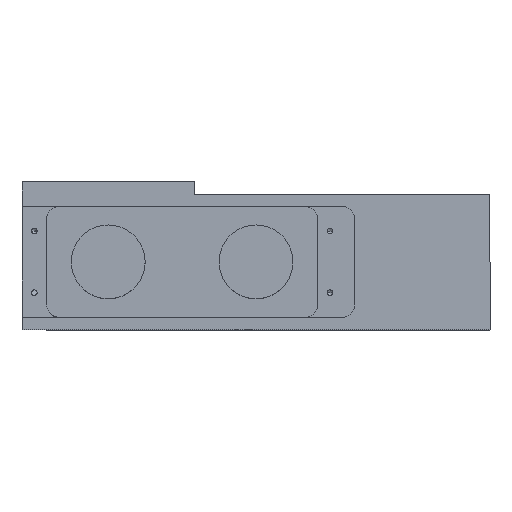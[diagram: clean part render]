
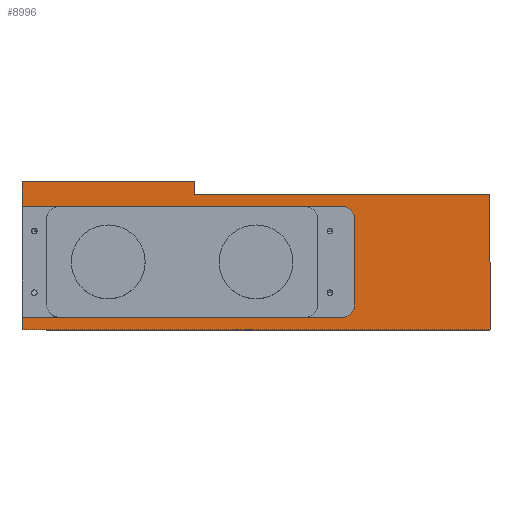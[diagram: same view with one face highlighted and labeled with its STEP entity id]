
A CAD part, top view. The second image highlights one B-rep face of the part: STEP entity #8996.
In plain terms, the highlighted planar face has unit normal (0, 0, 1).
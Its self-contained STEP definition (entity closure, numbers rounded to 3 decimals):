
#96 = LINE ( 'NONE', #2448, #285 ) ;
#120 = CARTESIAN_POINT ( 'NONE',  ( 179.078, 50., 91.423 ) ) ;
#157 = EDGE_CURVE ( 'NONE', #724, #2404, #6701, .T. ) ;
#187 = VECTOR ( 'NONE', #8915, 1000. ) ;
#285 = VECTOR ( 'NONE', #5975, 1000. ) ;
#547 = DIRECTION ( 'NONE',  ( 0., -1., 0. ) ) ;
#652 = LINE ( 'NONE', #8349, #8555 ) ;
#712 = VERTEX_POINT ( 'NONE', #9103 ) ;
#724 = VERTEX_POINT ( 'NONE', #1977 ) ;
#775 = DIRECTION ( 'NONE',  ( -1., 0., 0. ) ) ;
#824 = CARTESIAN_POINT ( 'NONE',  ( 179.078, 45., 91.423 ) ) ;
#829 = CARTESIAN_POINT ( 'NONE',  ( 174.078, 10., 91.423 ) ) ;
#978 = CARTESIAN_POINT ( 'NONE',  ( 44.078, 60., 91.423 ) ) ;
#1177 = CARTESIAN_POINT ( 'NONE',  ( 174.078, 5., 91.423 ) ) ;
#1250 = CARTESIAN_POINT ( 'NONE',  ( 44.078, 60., 91.423 ) ) ;
#1438 = VERTEX_POINT ( 'NONE', #9799 ) ;
#1596 = ORIENTED_EDGE ( 'NONE', *, *, #9887, .T. ) ;
#1655 = CARTESIAN_POINT ( 'NONE',  ( 113.978, 55., 91.423 ) ) ;
#1656 = ORIENTED_EDGE ( 'NONE', *, *, #10036, .T. ) ;
#1947 = VERTEX_POINT ( 'NONE', #10877 ) ;
#1955 = PLANE ( 'NONE',  #7375 ) ;
#1977 = CARTESIAN_POINT ( 'NONE',  ( 234.078, 55., 91.423 ) ) ;
#2012 = ORIENTED_EDGE ( 'NONE', *, *, #7051, .T. ) ;
#2030 = ORIENTED_EDGE ( 'NONE', *, *, #157, .F. ) ;
#2046 = DIRECTION ( 'NONE',  ( 0., -1., 0. ) ) ;
#2071 = EDGE_CURVE ( 'NONE', #3672, #10037, #96, .T. ) ;
#2079 = CARTESIAN_POINT ( 'NONE',  ( 174.078, 45., 91.423 ) ) ;
#2198 = EDGE_CURVE ( 'NONE', #7341, #10047, #10688, .T. ) ;
#2201 = ORIENTED_EDGE ( 'NONE', *, *, #2198, .T. ) ;
#2337 = EDGE_CURVE ( 'NONE', #11277, #2404, #652, .T. ) ;
#2399 = DIRECTION ( 'NONE',  ( 1., 0., 0. ) ) ;
#2404 = VERTEX_POINT ( 'NONE', #3400 ) ;
#2412 = CARTESIAN_POINT ( 'NONE',  ( 44.078, 0., 91.423 ) ) ;
#2426 = CARTESIAN_POINT ( 'NONE',  ( 234.078, 55., 91.423 ) ) ;
#2448 = CARTESIAN_POINT ( 'NONE',  ( 44.078, 60., 91.423 ) ) ;
#3115 = EDGE_CURVE ( 'NONE', #1438, #4553, #11092, .T. ) ;
#3147 = ORIENTED_EDGE ( 'NONE', *, *, #7484, .T. ) ;
#3189 = ORIENTED_EDGE ( 'NONE', *, *, #10261, .F. ) ;
#3218 = AXIS2_PLACEMENT_3D ( 'NONE', #2079, #5590, #9087 ) ;
#3400 = CARTESIAN_POINT ( 'NONE',  ( 234.078, 0., 91.423 ) ) ;
#3484 = VECTOR ( 'NONE', #2046, 1000. ) ;
#3672 = VERTEX_POINT ( 'NONE', #978 ) ;
#4110 = DIRECTION ( 'NONE',  ( 1., 0., 0. ) ) ;
#4227 = CARTESIAN_POINT ( 'NONE',  ( 0., 5., 91.423 ) ) ;
#4282 = DIRECTION ( 'NONE',  ( 0., 0., -1. ) ) ;
#4328 = LINE ( 'NONE', #120, #5362 ) ;
#4360 = LINE ( 'NONE', #1655, #5133 ) ;
#4535 = DIRECTION ( 'NONE',  ( 0., -1., 0. ) ) ;
#4553 = VERTEX_POINT ( 'NONE', #1177 ) ;
#5133 = VECTOR ( 'NONE', #7019, 1000. ) ;
#5229 = VECTOR ( 'NONE', #547, 1000. ) ;
#5251 = VECTOR ( 'NONE', #6718, 1000. ) ;
#5282 = CARTESIAN_POINT ( 'NONE',  ( 174.078, 50., 91.423 ) ) ;
#5362 = VECTOR ( 'NONE', #4535, 1000. ) ;
#5471 = CARTESIAN_POINT ( 'NONE',  ( 44.078, 60., 91.423 ) ) ;
#5495 = EDGE_CURVE ( 'NONE', #1947, #7329, #4360, .T. ) ;
#5528 = DIRECTION ( 'NONE',  ( 0., 0., -1. ) ) ;
#5590 = DIRECTION ( 'NONE',  ( 0., 0., -1. ) ) ;
#5975 = DIRECTION ( 'NONE',  ( 0., -1., 0. ) ) ;
#5995 = EDGE_CURVE ( 'NONE', #10037, #7341, #10666, .T. ) ;
#6044 = CARTESIAN_POINT ( 'NONE',  ( 113.978, 60., 91.423 ) ) ;
#6063 = AXIS2_PLACEMENT_3D ( 'NONE', #829, #4282, #775 ) ;
#6295 = CARTESIAN_POINT ( 'NONE',  ( 0., 50., 91.423 ) ) ;
#6319 = CARTESIAN_POINT ( 'NONE',  ( 44.078, 50., 91.423 ) ) ;
#6518 = ORIENTED_EDGE ( 'NONE', *, *, #3115, .F. ) ;
#6603 = ORIENTED_EDGE ( 'NONE', *, *, #2071, .T. ) ;
#6701 = LINE ( 'NONE', #9368, #5229 ) ;
#6718 = DIRECTION ( 'NONE',  ( 1., 0., 0. ) ) ;
#7019 = DIRECTION ( 'NONE',  ( 0., 1., 0. ) ) ;
#7051 = EDGE_CURVE ( 'NONE', #712, #4553, #8059, .T. ) ;
#7329 = VERTEX_POINT ( 'NONE', #6044 ) ;
#7341 = VERTEX_POINT ( 'NONE', #5282 ) ;
#7375 = AXIS2_PLACEMENT_3D ( 'NONE', #5471, #5528, #10717 ) ;
#7391 = VECTOR ( 'NONE', #10163, 1000. ) ;
#7484 = EDGE_CURVE ( 'NONE', #1438, #11277, #9900, .T. ) ;
#7585 = ORIENTED_EDGE ( 'NONE', *, *, #2337, .T. ) ;
#7868 = LINE ( 'NONE', #10356, #10840 ) ;
#8053 = ORIENTED_EDGE ( 'NONE', *, *, #5495, .T. ) ;
#8059 = CIRCLE ( 'NONE', #6063, 5. ) ;
#8349 = CARTESIAN_POINT ( 'NONE',  ( 44.078, 0., 91.423 ) ) ;
#8387 = ORIENTED_EDGE ( 'NONE', *, *, #5995, .T. ) ;
#8523 = LINE ( 'NONE', #2426, #7391 ) ;
#8555 = VECTOR ( 'NONE', #4110, 1000. ) ;
#8915 = DIRECTION ( 'NONE',  ( 1., 0., 0. ) ) ;
#8996 = ADVANCED_FACE ( 'NONE', ( #10044 ), #1955, .F. ) ;
#9087 = DIRECTION ( 'NONE',  ( -1., 0., 0. ) ) ;
#9103 = CARTESIAN_POINT ( 'NONE',  ( 179.078, 10., 91.423 ) ) ;
#9368 = CARTESIAN_POINT ( 'NONE',  ( 234.078, 60., 91.423 ) ) ;
#9799 = CARTESIAN_POINT ( 'NONE',  ( 44.078, 5., 91.423 ) ) ;
#9887 = EDGE_CURVE ( 'NONE', #724, #1947, #8523, .T. ) ;
#9900 = LINE ( 'NONE', #1250, #3484 ) ;
#9932 = EDGE_LOOP ( 'NONE', ( #1596, #8053, #3189, #6603, #8387, #2201, #1656, #2012, #6518, #3147, #7585, #2030 ) ) ;
#10037 = VERTEX_POINT ( 'NONE', #6319 ) ;
#10036 = EDGE_CURVE ( 'NONE', #10047, #712, #4328, .T. ) ;
#10044 = FACE_OUTER_BOUND ( 'NONE', #9932, .T. ) ;
#10047 = VERTEX_POINT ( 'NONE', #824 ) ;
#10163 = DIRECTION ( 'NONE',  ( -1., 0., 0. ) ) ;
#10261 = EDGE_CURVE ( 'NONE', #3672, #7329, #7868, .T. ) ;
#10356 = CARTESIAN_POINT ( 'NONE',  ( 44.078, 60., 91.423 ) ) ;
#10666 = LINE ( 'NONE', #6295, #187 ) ;
#10688 = CIRCLE ( 'NONE', #3218, 5. ) ;
#10717 = DIRECTION ( 'NONE',  ( -1., 0., 0. ) ) ;
#10840 = VECTOR ( 'NONE', #2399, 1000. ) ;
#10877 = CARTESIAN_POINT ( 'NONE',  ( 113.978, 55., 91.423 ) ) ;
#11092 = LINE ( 'NONE', #4227, #5251 ) ;
#11277 = VERTEX_POINT ( 'NONE', #2412 ) ;
